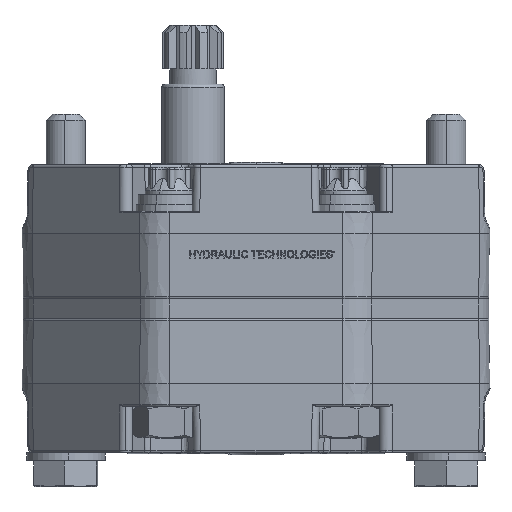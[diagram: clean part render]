
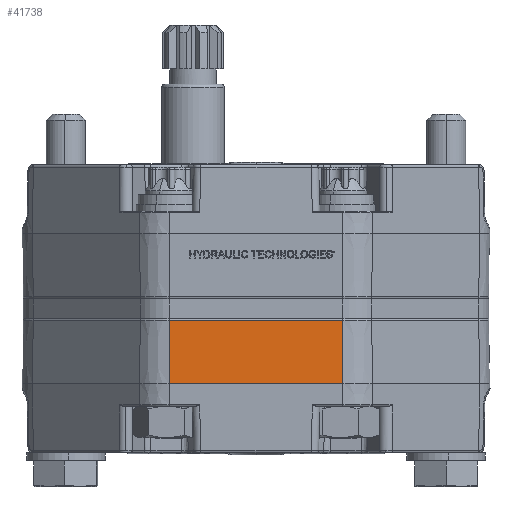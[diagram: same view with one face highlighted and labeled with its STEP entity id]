
A CAD part, left-side view. The second image highlights one B-rep face of the part: STEP entity #41738.
In plain terms, the highlighted planar face has unit normal (-1, 0, 0.018).
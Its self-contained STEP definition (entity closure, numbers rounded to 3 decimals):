
#4118 = LINE ( 'NONE', #19401, #33280 ) ;
#4409 = LINE ( 'NONE', #31735, #33352 ) ;
#6580 = FACE_OUTER_BOUND ( 'NONE', #39294, .T. ) ;
#7355 = VERTEX_POINT ( 'NONE', #14326 ) ;
#7963 = ORIENTED_EDGE ( 'NONE', *, *, #47163, .T. ) ;
#13888 = ORIENTED_EDGE ( 'NONE', *, *, #19167, .T. ) ;
#14326 = CARTESIAN_POINT ( 'NONE',  ( -33.865, -17.526, -44.172 ) ) ;
#14342 = DIRECTION ( 'NONE',  ( -1., 0., 0.017 ) ) ;
#14584 = CARTESIAN_POINT ( 'NONE',  ( -33.643, 17.526, -31.459 ) ) ;
#15861 = ORIENTED_EDGE ( 'NONE', *, *, #32817, .T. ) ;
#19167 = EDGE_CURVE ( 'NONE', #30484, #7355, #4409, .T. ) ;
#19401 = CARTESIAN_POINT ( 'NONE',  ( -33.63, -17.526, -30.71 ) ) ;
#21365 = CARTESIAN_POINT ( 'NONE',  ( -33.63, 17.526, -30.71 ) ) ;
#23609 = ORIENTED_EDGE ( 'NONE', *, *, #28588, .F. ) ;
#23795 = VECTOR ( 'NONE', #30795, 1000. ) ;
#25375 = DIRECTION ( 'NONE',  ( 0.017, 0., 1. ) ) ;
#27727 = DIRECTION ( 'NONE',  ( 0., -1., 0. ) ) ;
#28569 = VERTEX_POINT ( 'NONE', #33442 ) ;
#28588 = EDGE_CURVE ( 'NONE', #30484, #45576, #30657, .T. ) ;
#29803 = LINE ( 'NONE', #41319, #23795 ) ;
#30484 = VERTEX_POINT ( 'NONE', #36438 ) ;
#30657 = LINE ( 'NONE', #34931, #38400 ) ;
#30795 = DIRECTION ( 'NONE',  ( 0., 1., 0. ) ) ;
#30892 = DIRECTION ( 'NONE',  ( 0.017, 0., 1. ) ) ;
#31735 = CARTESIAN_POINT ( 'NONE',  ( -33.865, 17.526, -44.172 ) ) ;
#32817 = EDGE_CURVE ( 'NONE', #7355, #28569, #4118, .T. ) ;
#33280 = VECTOR ( 'NONE', #34735, 1000. ) ;
#33352 = VECTOR ( 'NONE', #27727, 1000. ) ;
#33442 = CARTESIAN_POINT ( 'NONE',  ( -33.643, -17.526, -31.459 ) ) ;
#34735 = DIRECTION ( 'NONE',  ( 0.017, 0., 1. ) ) ;
#34931 = CARTESIAN_POINT ( 'NONE',  ( -33.63, 17.526, -30.71 ) ) ;
#36438 = CARTESIAN_POINT ( 'NONE',  ( -33.865, 17.526, -44.172 ) ) ;
#38400 = VECTOR ( 'NONE', #30892, 1000. ) ;
#38528 = AXIS2_PLACEMENT_3D ( 'NONE', #21365, #14342, #25375 ) ;
#39294 = EDGE_LOOP ( 'NONE', ( #15861, #7963, #23609, #13888 ) ) ;
#41319 = CARTESIAN_POINT ( 'NONE',  ( -33.643, 17.526, -31.459 ) ) ;
#41738 = ADVANCED_FACE ( 'NONE', ( #6580 ), #48471, .T. ) ;
#45576 = VERTEX_POINT ( 'NONE', #14584 ) ;
#47163 = EDGE_CURVE ( 'NONE', #28569, #45576, #29803, .T. ) ;
#48471 = PLANE ( 'NONE',  #38528 ) ;
